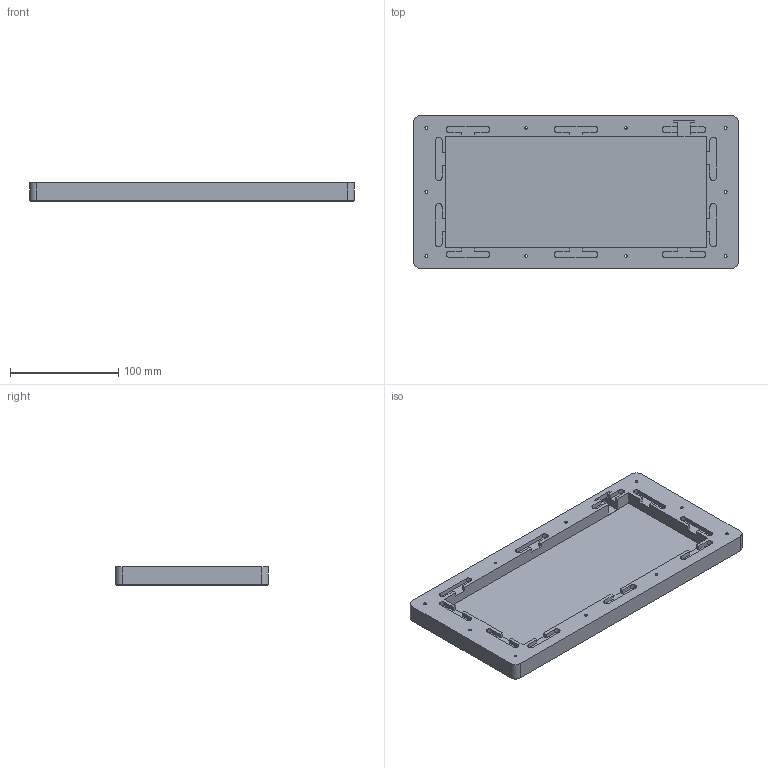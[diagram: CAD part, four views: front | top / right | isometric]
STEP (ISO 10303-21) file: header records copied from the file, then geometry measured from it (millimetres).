
FILE_DESCRIPTION(('HOOPS Exchange Step'),'2;1');
FILE_NAME('temp_export','2025-02-25T00:06:41-03:00',('gusta'),('Shapr3D Limited'),'HOOPS Exchange 2024.8','Shapr3D','Authorized');
FILE_SCHEMA( ('AP242_MANAGED_MODEL_BASED_3D_ENGINEERING_MIM_LF {1 0 10303 442 1 1 4}') );
Length unit declared in the file: millimetre
Products named in the file (1): root
Bounding box: 299.39 x 141.27 x 17 mm (x, y, z)
Volume: 404840.4 mm3; surface area: 112059.8 mm2
Topology: 1 solids, 1 shells, 179 faces, 488 edges, 322 vertices
Faces by surface type: plane 105, cylinder 70, cone 4
Full cylindrical faces by diameter (mm): 2.5 x10, 5.5 x10
Entity records: 5763 total; most frequent: DIRECTION 994, CARTESIAN_POINT 991, ORIENTED_EDGE 976, EDGE_CURVE 488, VECTOR 344, LINE 344, AXIS2_PLACEMENT_3D 325, VERTEX_POINT 322
